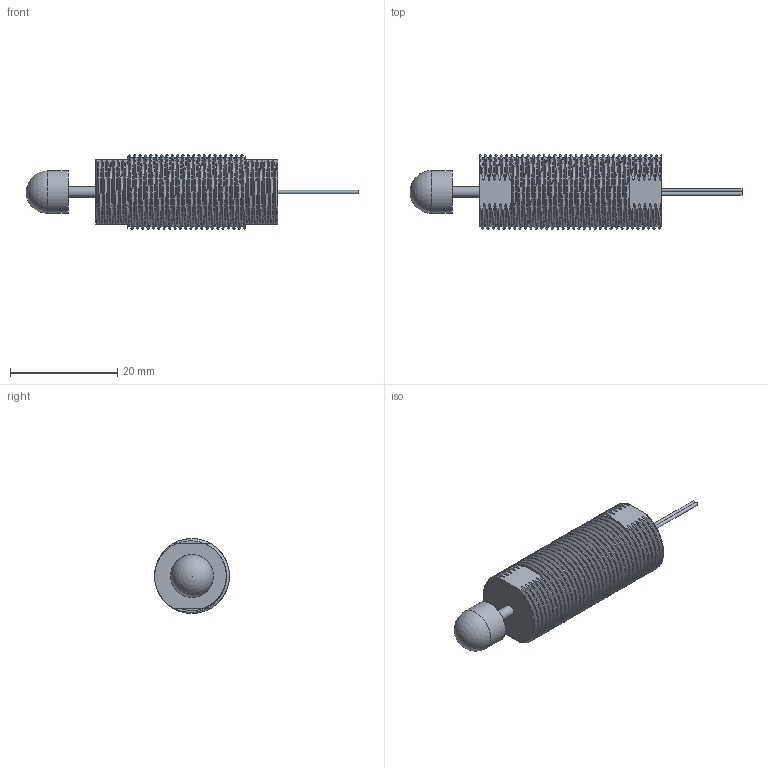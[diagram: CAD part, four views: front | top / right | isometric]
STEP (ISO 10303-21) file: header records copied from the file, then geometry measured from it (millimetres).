
FILE_DESCRIPTION (( 'STEP AP214' ), '1' );
FILE_NAME ('GN-CSK141B.STEP', '2020-10-28T10:55:09', ( '' ), ( '' ), 'SwSTEP 2.0', 'SolidWorks 2019', '' );
FILE_SCHEMA (( 'AUTOMOTIVE_DESIGN' ));
Length unit declared in the file: inch
Products named in the file (1): GN-CSK141B
Bounding box: 62 x 14 x 14 mm (x, y, z)
Volume: 5064.7 mm3; surface area: 2905.2 mm2
Topology: 1 solids, 1 shells, 118 faces, 428 edges, 315 vertices
Faces by surface type: bspline 73, cylinder 31, plane 13, sphere 1
Full cylindrical faces by diameter (mm): 0.6 x2, 1.997 x1, 8 x1
Entity records: 12652 total; most frequent: CARTESIAN_POINT 10093, ORIENTED_EDGE 840, EDGE_CURVE 420, VERTEX_POINT 312, DIRECTION 178, B_SPLINE_CURVE_WITH_KNOTS 160, EDGE_LOOP 126, FACE_OUTER_BOUND 122
